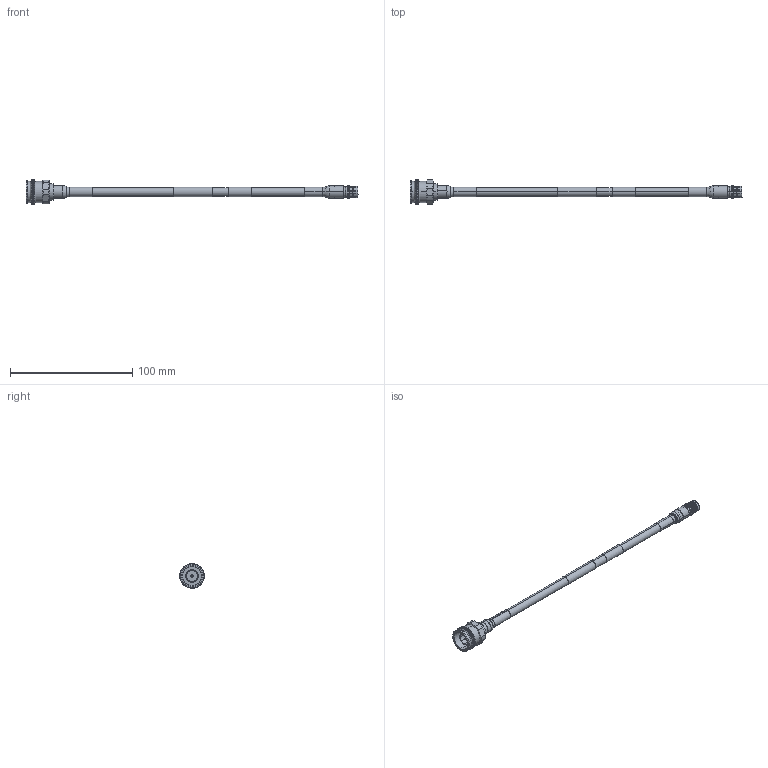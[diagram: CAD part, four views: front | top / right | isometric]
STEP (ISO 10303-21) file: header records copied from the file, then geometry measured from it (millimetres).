
FILE_DESCRIPTION (( 'STEP AP214' ), '1' );
FILE_NAME ('FMCA1768_3D.step', '2025-07-24T19:31:44', ( '' ), ( '' ), 'SwSTEP 2.0', 'SolidWorks 2022', '' );
FILE_SCHEMA (( 'AUTOMOTIVE_DESIGN' ));
Length unit declared in the file: inch
Products named in the file (6): Heat Shrink^FMCA1768_Config 1; FMCN1445; FMCA1768_3D; FMCN1432_默认; Heat Shrink^FMCA1768; Coax Cable^FMCA1768_LABEL+PE PIM
Assembly tree (5 placements, depth 2):
  FMCA1768_3D
    Coax Cable^FMCA1768_LABEL+PE PIM
    FMCN1432_默认
    FMCN1445
    Heat Shrink^FMCA1768_Config 1
    Heat Shrink^FMCA1768
Bounding box: 271.72 x 20.02 x 19.98 mm (x, y, z)
Volume: 15047.3 mm3; surface area: 14730.7 mm2
Topology: 11 solids, 11 shells, 509 faces, 1235 edges, 779 vertices
Faces by surface type: cylinder 204, plane 143, cone 127, bspline 19, torus 16
Entity records: 16995 total; most frequent: CARTESIAN_POINT 4504, DIRECTION 2651, ORIENTED_EDGE 2466, EDGE_CURVE 1233, AXIS2_PLACEMENT_3D 1092, VERTEX_POINT 779, CIRCLE 594, EDGE_LOOP 564
